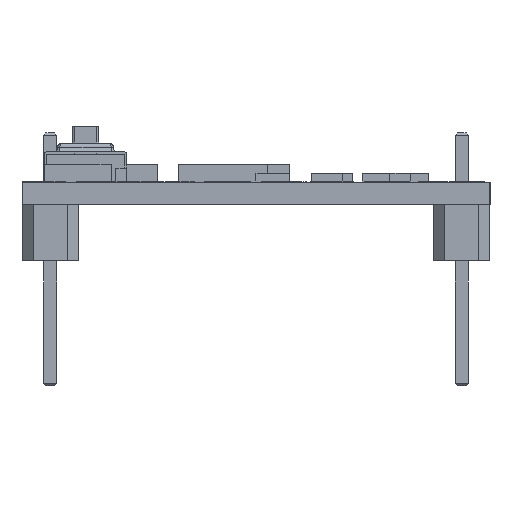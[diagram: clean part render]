
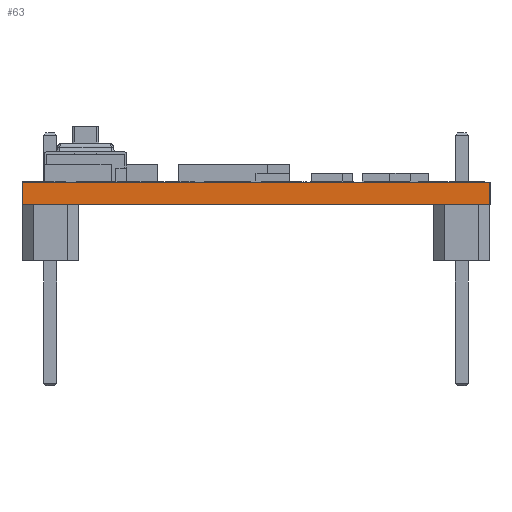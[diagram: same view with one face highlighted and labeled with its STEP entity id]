
A CAD part, left-side view. The second image highlights one B-rep face of the part: STEP entity #63.
In plain terms, the highlighted planar face has unit normal (-1, 0, 0).
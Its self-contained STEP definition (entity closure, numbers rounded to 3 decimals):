
#63 = ADVANCED_FACE ( 'NONE', ( #5796 ), #13109, .F. ) ;
#432 = VECTOR ( 'NONE', #19620, 1000. ) ;
#1326 = VERTEX_POINT ( 'NONE', #12494 ) ;
#1723 = CARTESIAN_POINT ( 'NONE',  ( -24.2, 10.5, -0.2 ) ) ;
#2077 = VERTEX_POINT ( 'NONE', #16373 ) ;
#2835 = VECTOR ( 'NONE', #6900, 1000. ) ;
#3475 = CARTESIAN_POINT ( 'NONE',  ( -24.2, -10.5, -0.2 ) ) ;
#3610 = ORIENTED_EDGE ( 'NONE', *, *, #10183, .T. ) ;
#5796 = FACE_OUTER_BOUND ( 'NONE', #6335, .T. ) ;
#5927 = VERTEX_POINT ( 'NONE', #20058 ) ;
#6335 = EDGE_LOOP ( 'NONE', ( #8572, #19787, #20758, #3610 ) ) ;
#6900 = DIRECTION ( 'NONE',  ( 0., 0., 1. ) ) ;
#7061 = LINE ( 'NONE', #15390, #19649 ) ;
#8572 = ORIENTED_EDGE ( 'NONE', *, *, #21041, .T. ) ;
#8877 = CARTESIAN_POINT ( 'NONE',  ( -24.2, 10.5, -0.2 ) ) ;
#9919 = CARTESIAN_POINT ( 'NONE',  ( -24.2, 10.5, -0.2 ) ) ;
#10183 = EDGE_CURVE ( 'NONE', #1326, #5927, #20270, .T. ) ;
#11663 = AXIS2_PLACEMENT_3D ( 'NONE', #9919, #15352, #11678 ) ;
#11678 = DIRECTION ( 'NONE',  ( 0., 1., 0. ) ) ;
#12494 = CARTESIAN_POINT ( 'NONE',  ( -24.2, -10.5, -0.2 ) ) ;
#13109 = PLANE ( 'NONE',  #11663 ) ;
#13491 = LINE ( 'NONE', #16257, #432 ) ;
#14259 = LINE ( 'NONE', #1723, #18618 ) ;
#15352 = DIRECTION ( 'NONE',  ( 1., 0., 0. ) ) ;
#15390 = CARTESIAN_POINT ( 'NONE',  ( -24.2, 10.5, 0.8 ) ) ;
#15440 = VERTEX_POINT ( 'NONE', #8877 ) ;
#15760 = EDGE_CURVE ( 'NONE', #15440, #2077, #14259, .T. ) ;
#16257 = CARTESIAN_POINT ( 'NONE',  ( -24.2, 10.5, -0.2 ) ) ;
#16373 = CARTESIAN_POINT ( 'NONE',  ( -24.2, 10.5, 0.8 ) ) ;
#16539 = DIRECTION ( 'NONE',  ( 0., 0., 1. ) ) ;
#17060 = DIRECTION ( 'NONE',  ( 0., 1., 0. ) ) ;
#18537 = EDGE_CURVE ( 'NONE', #1326, #15440, #13491, .T. ) ;
#18618 = VECTOR ( 'NONE', #16539, 1000. ) ;
#19620 = DIRECTION ( 'NONE',  ( 0., 1., 0. ) ) ;
#19649 = VECTOR ( 'NONE', #17060, 1000. ) ;
#19787 = ORIENTED_EDGE ( 'NONE', *, *, #15760, .F. ) ;
#20058 = CARTESIAN_POINT ( 'NONE',  ( -24.2, -10.5, 0.8 ) ) ;
#20270 = LINE ( 'NONE', #3475, #2835 ) ;
#20758 = ORIENTED_EDGE ( 'NONE', *, *, #18537, .F. ) ;
#21041 = EDGE_CURVE ( 'NONE', #5927, #2077, #7061, .T. ) ;
